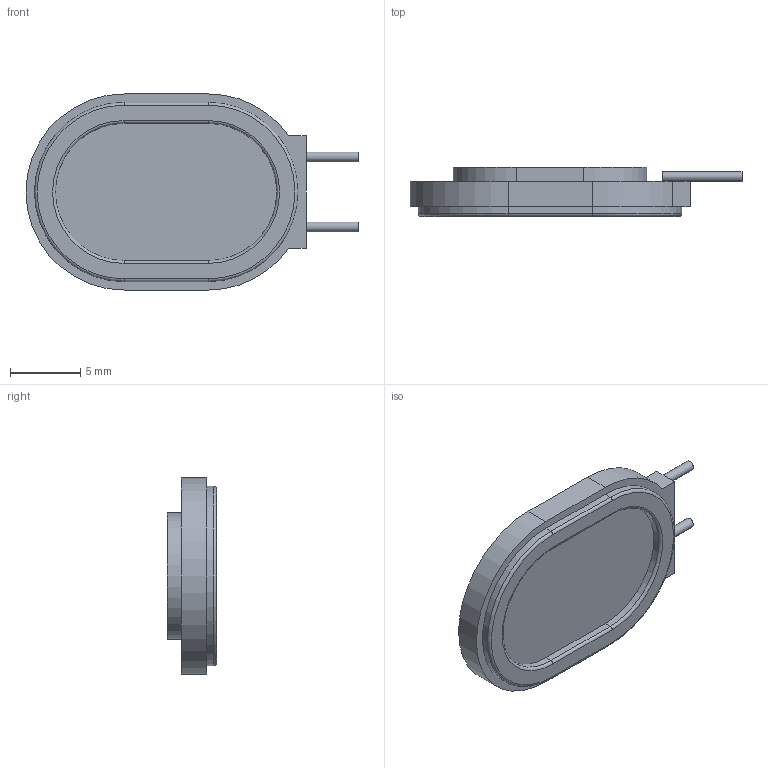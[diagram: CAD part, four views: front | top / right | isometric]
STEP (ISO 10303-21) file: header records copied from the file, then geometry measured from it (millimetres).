
FILE_DESCRIPTION(/* description */ (''),/* implementation_level */ '2;1');
FILE_NAME(/* name */ 'CDS-20144-L100.step',/* time_stamp */ '2025-07-01T17:39:21+09:00',/* author */ (''),/* organization */ (''),/* preprocessor_version */ 'ST-DEVELOPER v20.1',/* originating_system */ 'Autodesk Translation Framework v14.10.0.0',/* authorisation */ '');
FILE_SCHEMA (('AUTOMOTIVE_DESIGN { 1 0 10303 214 3 1 1 }'));
Length unit declared in the file: millimetre
Products named in the file (1): CDS-20144-L100
Bounding box: 23.7 x 3.5 x 14 mm (x, y, z)
Volume: 594.3 mm3; surface area: 709.5 mm2
Topology: 3 solids, 3 shells, 39 faces, 82 edges, 52 vertices
Faces by surface type: plane 20, cylinder 15, torus 4
Full cylindrical faces by diameter (mm): 0.7 x2
Entity records: 1119 total; most frequent: DIRECTION 196, CARTESIAN_POINT 174, ORIENTED_EDGE 164, EDGE_CURVE 82, AXIS2_PLACEMENT_3D 74, VERTEX_POINT 52, LINE 48, VECTOR 48
